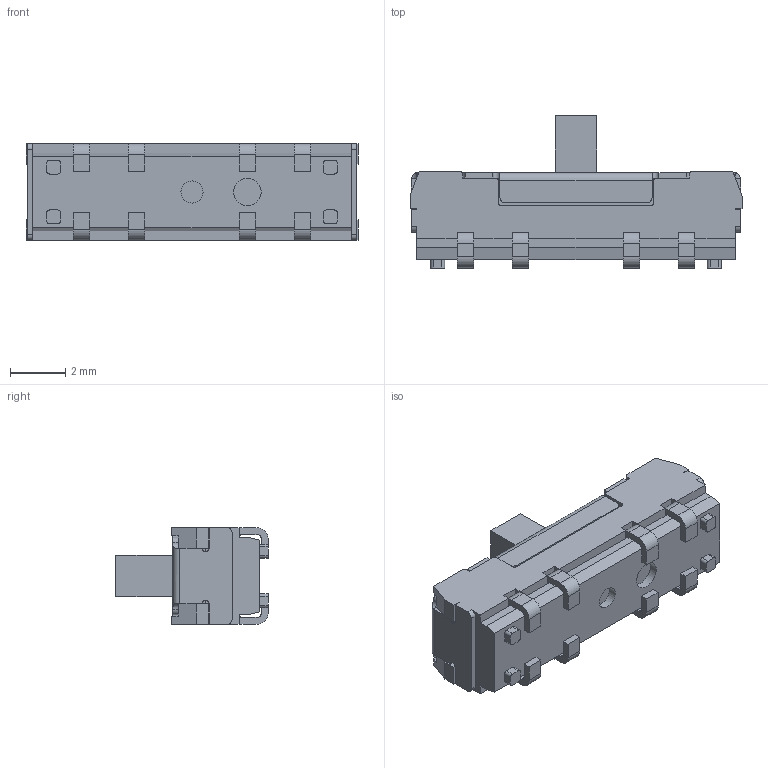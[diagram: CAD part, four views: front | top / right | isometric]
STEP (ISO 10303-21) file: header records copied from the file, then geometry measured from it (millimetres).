
FILE_DESCRIPTION( ( 'STEP AP214' ), ' ' );
FILE_NAME( 'CL-SB-23A-01T.stp', '2016-07-01T10:00:16', ( '' ), ( '' ), ' ', 'PARTsolutions', ' ' );
FILE_SCHEMA( ( 'AUTOMOTIVE_DESIGN { 1 0 10303 214 1 1 1 1 }' ) );
Length unit declared in the file: millimetre
Products named in the file (3): CL-SB-23A-01T; _23A-01_c; _3Top setting_s
Assembly tree (2 placements, depth 2):
  CL-SB-23A-01T
    _23A-01_c
    _3Top setting_s
Bounding box: 12 x 5.5 x 3.5 mm (x, y, z)
Volume: 110.4 mm3; surface area: 367.5 mm2
Topology: 2 solids, 2 shells, 365 faces, 1042 edges, 674 vertices
Faces by surface type: plane 259, cylinder 106
Full cylindrical faces by diameter (mm): 0.8 x1, 1 x1
Entity records: 14844 total; most frequent: CARTESIAN_POINT 2148, ORIENTED_EDGE 2080, DIRECTION 2004, EDGE_CURVE 1040, LINE 792, VECTOR 792, VERTEX_POINT 674, AXIS2_PLACEMENT_3D 606
